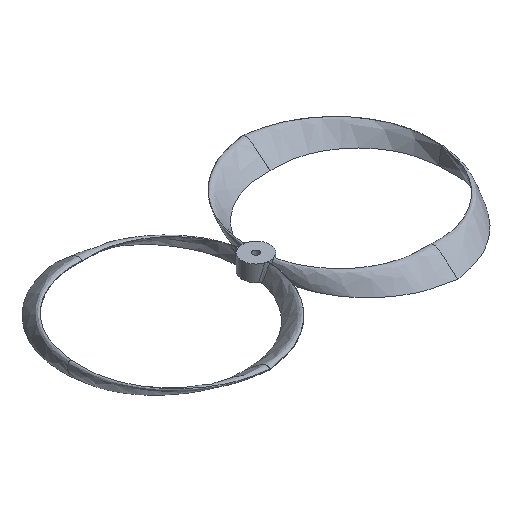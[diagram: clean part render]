
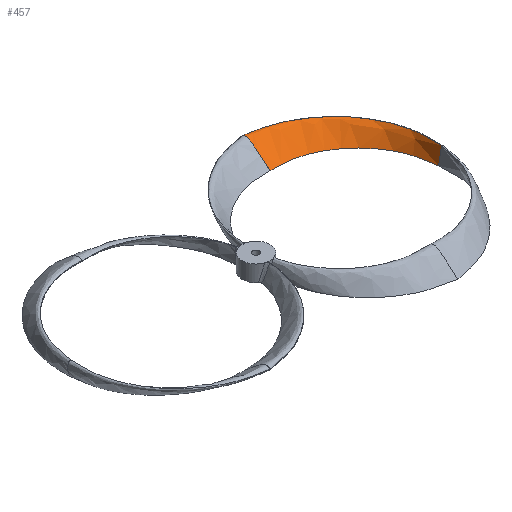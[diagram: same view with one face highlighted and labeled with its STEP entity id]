
A CAD part, isometric view. The second image highlights one B-rep face of the part: STEP entity #457.
In plain terms, the highlighted free-form (B-spline) face has degree [3, 3] with [10, 9] control points.
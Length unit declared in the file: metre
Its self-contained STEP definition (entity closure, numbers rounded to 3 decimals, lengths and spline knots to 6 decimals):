
#23=LINE('',#1684,#25);
#25=VECTOR('',#520,1.);
#66=ORIENTED_EDGE('',*,*,#199,.F.);
#67=ORIENTED_EDGE('',*,*,#214,.F.);
#68=ORIENTED_EDGE('',*,*,#215,.T.);
#69=ORIENTED_EDGE('',*,*,#216,.T.);
#199=EDGE_CURVE('',#275,#269,#323,.F.);
#214=EDGE_CURVE('',#286,#275,#336,.T.);
#215=EDGE_CURVE('',#286,#287,#23,.T.);
#216=EDGE_CURVE('',#287,#269,#337,.T.);
#269=VERTEX_POINT('',#876);
#275=VERTEX_POINT('',#907);
#286=VERTEX_POINT('',#1683);
#287=VERTEX_POINT('',#1685);
#323=B_SPLINE_CURVE_WITH_KNOTS('',3,(#908,#909,#910,#911,#912),
 .UNSPECIFIED.,.F.,.F.,(4,1,4),(0.,0.332098,0.999836),
 .UNSPECIFIED.);
#336=B_SPLINE_CURVE_WITH_KNOTS('',3,(#1674,#1675,#1676,#1677,#1678,#1679,
#1680,#1681,#1682),.UNSPECIFIED.,.F.,.F.,(4,1,1,1,1,1,4),(0.,0.171976,
0.341592,0.509029,0.674462,0.838063,
1.),.UNSPECIFIED.);
#337=B_SPLINE_CURVE_WITH_KNOTS('',3,(#1686,#1687,#1688,#1689,#1690,#1691,
#1692,#1693,#1694),.UNSPECIFIED.,.F.,.F.,(4,1,1,1,1,1,4),(0.,0.171976,
0.341592,0.509029,0.674462,0.838063,
1.),.UNSPECIFIED.);
#381=EDGE_LOOP('',(#66,#67,#68,#69));
#411=FACE_BOUND('',#381,.T.);
#441=B_SPLINE_SURFACE_WITH_KNOTS('',3,3,((#1584,#1585,#1586,#1587,#1588,
#1589,#1590,#1591,#1592),(#1593,#1594,#1595,#1596,#1597,#1598,#1599,#1600,
#1601),(#1602,#1603,#1604,#1605,#1606,#1607,#1608,#1609,#1610),(#1611,#1612,
#1613,#1614,#1615,#1616,#1617,#1618,#1619),(#1620,#1621,#1622,#1623,#1624,
#1625,#1626,#1627,#1628),(#1629,#1630,#1631,#1632,#1633,#1634,#1635,#1636,
#1637),(#1638,#1639,#1640,#1641,#1642,#1643,#1644,#1645,#1646),(#1647,#1648,
#1649,#1650,#1651,#1652,#1653,#1654,#1655),(#1656,#1657,#1658,#1659,#1660,
#1661,#1662,#1663,#1664),(#1665,#1666,#1667,#1668,#1669,#1670,#1671,#1672,
#1673)),.UNSPECIFIED.,.F.,.F.,.F.,(4,2,2,2,4),(4,1,1,1,1,1,4),(0.,0.5,0.625,
0.75,1.),(0.,0.171976,0.341592,0.509029,0.674462,
0.838063,1.),.UNSPECIFIED.);
#457=ADVANCED_FACE('',(#411),#441,.T.);
#520=DIRECTION('',(0.174,0.,0.985));
#876=CARTESIAN_POINT('',(0.0175,0.020098,0.003));
#907=CARTESIAN_POINT('',(0.0175,0.014903,0.));
#908=CARTESIAN_POINT('',(0.0175,0.020098,0.003));
#909=CARTESIAN_POINT('',(0.0175,0.019924,0.003302));
#910=CARTESIAN_POINT('',(0.0175,0.018605,0.003685));
#911=CARTESIAN_POINT('',(0.0175,0.015561,0.000381));
#912=CARTESIAN_POINT('',(0.0175,0.014902,0.));
#1584=CARTESIAN_POINT('',(0.034,0.,0.));
#1585=CARTESIAN_POINT('',(0.033804,0.001422,0.));
#1586=CARTESIAN_POINT('',(0.033414,0.004248,0.));
#1587=CARTESIAN_POINT('',(0.031478,0.008071,0.));
#1588=CARTESIAN_POINT('',(0.028735,0.011234,0.));
#1589=CARTESIAN_POINT('',(0.025307,0.01351,0.));
#1590=CARTESIAN_POINT('',(0.021464,0.014869,0.));
#1591=CARTESIAN_POINT('',(0.018817,0.014891,0.));
#1592=CARTESIAN_POINT('',(0.0175,0.014902,0.));
#1593=CARTESIAN_POINT('',(0.034088,0.,0.0005));
#1594=CARTESIAN_POINT('',(0.033914,0.001434,0.000488));
#1595=CARTESIAN_POINT('',(0.033567,0.004281,0.000464));
#1596=CARTESIAN_POINT('',(0.031676,0.008179,0.000429));
#1597=CARTESIAN_POINT('',(0.028948,0.011437,0.000393));
#1598=CARTESIAN_POINT('',(0.025493,0.013819,0.000357));
#1599=CARTESIAN_POINT('',(0.021583,0.015284,0.000321));
#1600=CARTESIAN_POINT('',(0.018856,0.015358,0.000297));
#1601=CARTESIAN_POINT('',(0.0175,0.015395,0.000285));
#1602=CARTESIAN_POINT('',(0.034176,0.,0.001));
#1603=CARTESIAN_POINT('',(0.034066,0.001451,0.001033));
#1604=CARTESIAN_POINT('',(0.033848,0.004333,0.001098));
#1605=CARTESIAN_POINT('',(0.032104,0.008406,0.001197));
#1606=CARTESIAN_POINT('',(0.029443,0.011906,0.001296));
#1607=CARTESIAN_POINT('',(0.025948,0.014571,0.001395));
#1608=CARTESIAN_POINT('',(0.021885,0.016325,0.001494));
#1609=CARTESIAN_POINT('',(0.018957,0.016548,0.00156));
#1610=CARTESIAN_POINT('',(0.0175,0.016659,0.001594));
#1611=CARTESIAN_POINT('',(0.034287,0.,0.001625));
#1612=CARTESIAN_POINT('',(0.034248,0.001472,0.001684));
#1613=CARTESIAN_POINT('',(0.034172,0.004395,0.001801));
#1614=CARTESIAN_POINT('',(0.032591,0.008665,0.001978));
#1615=CARTESIAN_POINT('',(0.030004,0.012437,0.002155));
#1616=CARTESIAN_POINT('',(0.02646,0.015419,0.002333));
#1617=CARTESIAN_POINT('',(0.022225,0.017495,0.00251));
#1618=CARTESIAN_POINT('',(0.01907,0.017883,0.002629));
#1619=CARTESIAN_POINT('',(0.0175,0.018076,0.002688));
#1620=CARTESIAN_POINT('',(0.034309,0.,0.00175));
#1621=CARTESIAN_POINT('',(0.034284,0.001476,0.001812));
#1622=CARTESIAN_POINT('',(0.034236,0.004407,0.001936));
#1623=CARTESIAN_POINT('',(0.032685,0.008716,0.002124));
#1624=CARTESIAN_POINT('',(0.030112,0.01254,0.002311));
#1625=CARTESIAN_POINT('',(0.026559,0.015583,0.002499));
#1626=CARTESIAN_POINT('',(0.02229,0.017721,0.002685));
#1627=CARTESIAN_POINT('',(0.019091,0.018142,0.002815));
#1628=CARTESIAN_POINT('',(0.0175,0.018352,0.00288));
#1629=CARTESIAN_POINT('',(0.034353,0.,0.002));
#1630=CARTESIAN_POINT('',(0.034354,0.001483,0.002064));
#1631=CARTESIAN_POINT('',(0.034355,0.00443,0.002191));
#1632=CARTESIAN_POINT('',(0.032862,0.00881,0.002384));
#1633=CARTESIAN_POINT('',(0.030314,0.012731,0.002577));
#1634=CARTESIAN_POINT('',(0.026743,0.015887,0.00277));
#1635=CARTESIAN_POINT('',(0.022412,0.018139,0.00296));
#1636=CARTESIAN_POINT('',(0.019132,0.018619,0.003096));
#1637=CARTESIAN_POINT('',(0.0175,0.018858,0.003164));
#1638=CARTESIAN_POINT('',(0.034375,0.,0.002125));
#1639=CARTESIAN_POINT('',(0.034387,0.001487,0.002187));
#1640=CARTESIAN_POINT('',(0.034412,0.004441,0.002311));
#1641=CARTESIAN_POINT('',(0.032944,0.008854,0.002499));
#1642=CARTESIAN_POINT('',(0.030407,0.01282,0.002687));
#1643=CARTESIAN_POINT('',(0.026827,0.016027,0.002875));
#1644=CARTESIAN_POINT('',(0.022467,0.018332,0.003062));
#1645=CARTESIAN_POINT('',(0.01915,0.018837,0.003188));
#1646=CARTESIAN_POINT('',(0.0175,0.019088,0.003251));
#1647=CARTESIAN_POINT('',(0.034441,0.,0.0025));
#1648=CARTESIAN_POINT('',(0.034482,0.001497,0.002547));
#1649=CARTESIAN_POINT('',(0.034565,0.004471,0.002642));
#1650=CARTESIAN_POINT('',(0.033161,0.00897,0.002784));
#1651=CARTESIAN_POINT('',(0.03065,0.013051,0.002927));
#1652=CARTESIAN_POINT('',(0.027046,0.01639,0.00307));
#1653=CARTESIAN_POINT('',(0.022611,0.018829,0.003212));
#1654=CARTESIAN_POINT('',(0.019198,0.019401,0.003308));
#1655=CARTESIAN_POINT('',(0.0175,0.019686,0.003356));
#1656=CARTESIAN_POINT('',(0.034485,0.,0.00275));
#1657=CARTESIAN_POINT('',(0.034539,0.001503,0.002776));
#1658=CARTESIAN_POINT('',(0.034647,0.004488,0.002829));
#1659=CARTESIAN_POINT('',(0.03327,0.009029,0.002909));
#1660=CARTESIAN_POINT('',(0.030769,0.013164,0.002988));
#1661=CARTESIAN_POINT('',(0.027151,0.016565,0.003068));
#1662=CARTESIAN_POINT('',(0.022679,0.019064,0.003147));
#1663=CARTESIAN_POINT('',(0.01922,0.019667,0.003201));
#1664=CARTESIAN_POINT('',(0.0175,0.019967,0.003227));
#1665=CARTESIAN_POINT('',(0.034529,0.,0.003));
#1666=CARTESIAN_POINT('',(0.034588,0.001508,0.003));
#1667=CARTESIAN_POINT('',(0.034705,0.004502,0.003));
#1668=CARTESIAN_POINT('',(0.033335,0.009065,0.003));
#1669=CARTESIAN_POINT('',(0.030832,0.013226,0.003));
#1670=CARTESIAN_POINT('',(0.027204,0.016653,0.003));
#1671=CARTESIAN_POINT('',(0.022711,0.019178,0.003));
#1672=CARTESIAN_POINT('',(0.019231,0.019793,0.003));
#1673=CARTESIAN_POINT('',(0.0175,0.020098,0.003));
#1674=CARTESIAN_POINT('',(0.034,0.,0.));
#1675=CARTESIAN_POINT('',(0.033804,0.001422,0.));
#1676=CARTESIAN_POINT('',(0.033414,0.004248,0.));
#1677=CARTESIAN_POINT('',(0.031478,0.008071,0.));
#1678=CARTESIAN_POINT('',(0.028735,0.011234,0.));
#1679=CARTESIAN_POINT('',(0.025307,0.01351,0.));
#1680=CARTESIAN_POINT('',(0.021464,0.014869,0.));
#1681=CARTESIAN_POINT('',(0.018817,0.014891,0.));
#1682=CARTESIAN_POINT('',(0.0175,0.014902,0.));
#1683=CARTESIAN_POINT('',(0.034,0.,0.));
#1684=CARTESIAN_POINT('',(0.034264,0.,0.0015));
#1685=CARTESIAN_POINT('',(0.034529,0.,0.003));
#1686=CARTESIAN_POINT('',(0.034529,0.,0.003));
#1687=CARTESIAN_POINT('',(0.034588,0.001508,0.003));
#1688=CARTESIAN_POINT('',(0.034705,0.004502,0.003));
#1689=CARTESIAN_POINT('',(0.033335,0.009065,0.003));
#1690=CARTESIAN_POINT('',(0.030832,0.013226,0.003));
#1691=CARTESIAN_POINT('',(0.027204,0.016653,0.003));
#1692=CARTESIAN_POINT('',(0.022711,0.019178,0.003));
#1693=CARTESIAN_POINT('',(0.019231,0.019793,0.003));
#1694=CARTESIAN_POINT('',(0.0175,0.020098,0.003));
